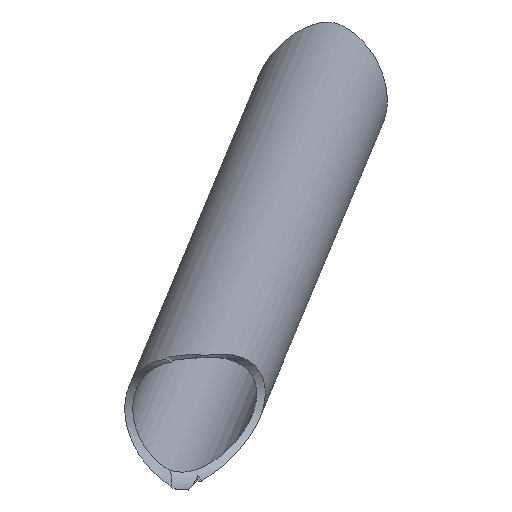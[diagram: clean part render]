
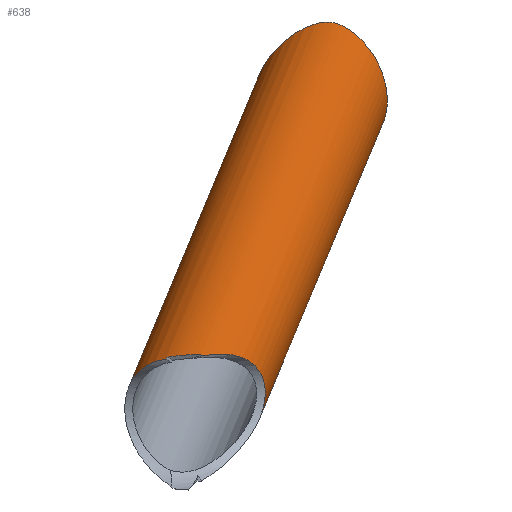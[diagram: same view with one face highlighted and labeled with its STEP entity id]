
A CAD part, top view. The second image highlights one B-rep face of the part: STEP entity #638.
In plain terms, the highlighted cylindrical face has radius 12.5 mm (diameter 25 mm), a partial arc.
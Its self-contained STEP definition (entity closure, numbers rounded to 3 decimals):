
#63=CARTESIAN_POINT('Vertex',(-357.636,-224.843,159.718)) ;
#67=CARTESIAN_POINT('Control Point',(-357.913,-225.168,160.645)) ;
#68=CARTESIAN_POINT('Control Point',(-357.857,-225.103,160.46)) ;
#69=CARTESIAN_POINT('Control Point',(-357.802,-225.038,160.275)) ;
#70=CARTESIAN_POINT('Control Point',(-357.747,-224.973,160.089)) ;
#71=CARTESIAN_POINT('Control Point',(-357.691,-224.908,159.904)) ;
#72=CARTESIAN_POINT('Control Point',(-357.636,-224.843,159.718)) ;
#73=CARTESIAN_POINT('Vertex',(-357.913,-225.168,160.645)) ;
#173=CARTESIAN_POINT('Vertex',(-340.27,-171.324,-51.174)) ;
#177=CARTESIAN_POINT('Control Point',(-316.904,-180.244,-53.5)) ;
#178=CARTESIAN_POINT('Control Point',(-316.59,-179.489,-52.885)) ;
#179=CARTESIAN_POINT('Control Point',(-316.345,-178.656,-52.332)) ;
#180=CARTESIAN_POINT('Control Point',(-316.181,-177.752,-51.858)) ;
#181=CARTESIAN_POINT('Control Point',(-316.05,-175.969,-51.156)) ;
#182=CARTESIAN_POINT('Control Point',(-316.241,-174.095,-50.81)) ;
#183=CARTESIAN_POINT('Control Point',(-316.398,-173.226,-50.731)) ;
#184=CARTESIAN_POINT('Control Point',(-316.989,-170.901,-50.719)) ;
#185=CARTESIAN_POINT('Control Point',(-317.973,-168.743,-51.212)) ;
#186=CARTESIAN_POINT('Control Point',(-318.711,-167.496,-51.686)) ;
#187=CARTESIAN_POINT('Control Point',(-320.133,-165.537,-52.716)) ;
#188=CARTESIAN_POINT('Control Point',(-321.764,-163.947,-54.016)) ;
#189=CARTESIAN_POINT('Control Point',(-322.491,-163.341,-54.598)) ;
#190=CARTESIAN_POINT('Control Point',(-323.525,-162.6,-55.441)) ;
#191=CARTESIAN_POINT('Control Point',(-324.676,-162.014,-56.244)) ;
#192=CARTESIAN_POINT('Control Point',(-324.998,-161.868,-56.455)) ;
#193=CARTESIAN_POINT('Control Point',(-325.576,-161.642,-56.799)) ;
#194=CARTESIAN_POINT('Control Point',(-326.209,-161.474,-57.069)) ;
#195=CARTESIAN_POINT('Control Point',(-326.486,-161.416,-57.165)) ;
#196=CARTESIAN_POINT('Control Point',(-326.987,-161.345,-57.28)) ;
#197=CARTESIAN_POINT('Control Point',(-327.504,-161.33,-57.297)) ;
#198=CARTESIAN_POINT('Control Point',(-327.723,-161.335,-57.286)) ;
#199=CARTESIAN_POINT('Control Point',(-328.262,-161.369,-57.215)) ;
#200=CARTESIAN_POINT('Control Point',(-328.78,-161.453,-57.062)) ;
#201=CARTESIAN_POINT('Control Point',(-329.08,-161.518,-56.95)) ;
#202=CARTESIAN_POINT('Control Point',(-329.85,-161.713,-56.623)) ;
#203=CARTESIAN_POINT('Control Point',(-330.573,-161.971,-56.236)) ;
#204=CARTESIAN_POINT('Control Point',(-331.012,-162.148,-55.988)) ;
#205=CARTESIAN_POINT('Control Point',(-331.785,-162.497,-55.535)) ;
#206=CARTESIAN_POINT('Control Point',(-332.533,-162.896,-55.08)) ;
#207=CARTESIAN_POINT('Control Point',(-332.861,-163.082,-54.88)) ;
#208=CARTESIAN_POINT('Control Point',(-333.765,-163.629,-54.326)) ;
#209=CARTESIAN_POINT('Control Point',(-334.637,-164.246,-53.795)) ;
#210=CARTESIAN_POINT('Control Point',(-335.184,-164.671,-53.469)) ;
#211=CARTESIAN_POINT('Control Point',(-336.731,-165.993,-52.571)) ;
#212=CARTESIAN_POINT('Control Point',(-338.137,-167.569,-51.847)) ;
#213=CARTESIAN_POINT('Control Point',(-338.982,-168.715,-51.472)) ;
#214=CARTESIAN_POINT('Control Point',(-339.711,-169.98,-51.234)) ;
#215=CARTESIAN_POINT('Control Point',(-340.27,-171.324,-51.174)) ;
#216=CARTESIAN_POINT('Vertex',(-316.904,-180.244,-53.5)) ;
#384=CARTESIAN_POINT('Control Point',(-357.913,-225.168,160.645)) ;
#385=CARTESIAN_POINT('Control Point',(-358.485,-225.25,160.163)) ;
#386=CARTESIAN_POINT('Control Point',(-359.026,-225.359,159.65)) ;
#387=CARTESIAN_POINT('Control Point',(-359.549,-225.502,159.125)) ;
#388=CARTESIAN_POINT('Control Point',(-360.524,-225.846,158.09)) ;
#389=CARTESIAN_POINT('Control Point',(-361.428,-226.328,157.045)) ;
#390=CARTESIAN_POINT('Control Point',(-361.848,-226.595,156.54)) ;
#391=CARTESIAN_POINT('Control Point',(-362.807,-227.317,155.345)) ;
#392=CARTESIAN_POINT('Control Point',(-363.644,-228.245,154.196)) ;
#393=CARTESIAN_POINT('Control Point',(-364.082,-228.857,153.553)) ;
#394=CARTESIAN_POINT('Control Point',(-364.462,-229.54,152.948)) ;
#395=CARTESIAN_POINT('Control Point',(-364.774,-230.291,152.394)) ;
#396=CARTESIAN_POINT('Vertex',(-364.774,-230.291,152.394)) ;
#564=CARTESIAN_POINT('Axis2P3D Location',(-340.804,-205.183,49.157)) ;
#569=CARTESIAN_POINT('Line Origine',(-329.261,-209.98,49.157)) ;
#573=CARTESIAN_POINT('Vertex',(-340.177,-236.249,139.844)) ;
#576=CARTESIAN_POINT('Line Origine',(-352.347,-200.386,49.157)) ;
#582=CARTESIAN_POINT('Control Point',(-357.636,-224.843,159.718)) ;
#583=CARTESIAN_POINT('Control Point',(-357.308,-224.786,159.929)) ;
#584=CARTESIAN_POINT('Control Point',(-356.964,-224.73,160.113)) ;
#585=CARTESIAN_POINT('Control Point',(-356.602,-224.677,160.263)) ;
#586=CARTESIAN_POINT('Control Point',(-355.87,-224.576,160.47)) ;
#587=CARTESIAN_POINT('Control Point',(-355.11,-224.491,160.522)) ;
#588=CARTESIAN_POINT('Control Point',(-354.74,-224.454,160.512)) ;
#589=CARTESIAN_POINT('Control Point',(-353.598,-224.358,160.394)) ;
#590=CARTESIAN_POINT('Control Point',(-352.487,-224.325,160.057)) ;
#591=CARTESIAN_POINT('Control Point',(-351.755,-224.339,159.778)) ;
#592=CARTESIAN_POINT('Control Point',(-351.038,-224.39,159.466)) ;
#593=CARTESIAN_POINT('Control Point',(-350.338,-224.481,159.132)) ;
#594=CARTESIAN_POINT('Vertex',(-350.338,-224.481,159.132)) ;
#598=CARTESIAN_POINT('Control Point',(-350.338,-224.481,159.132)) ;
#599=CARTESIAN_POINT('Control Point',(-350.102,-224.439,158.797)) ;
#600=CARTESIAN_POINT('Control Point',(-349.869,-224.401,158.459)) ;
#601=CARTESIAN_POINT('Control Point',(-349.636,-224.368,158.121)) ;
#602=CARTESIAN_POINT('Vertex',(-349.636,-224.368,158.121)) ;
#606=CARTESIAN_POINT('Control Point',(-349.636,-224.368,158.121)) ;
#607=CARTESIAN_POINT('Control Point',(-348.581,-224.218,156.582)) ;
#608=CARTESIAN_POINT('Control Point',(-347.55,-224.144,155.019)) ;
#609=CARTESIAN_POINT('Control Point',(-346.532,-224.159,153.446)) ;
#610=CARTESIAN_POINT('Control Point',(-344.739,-224.361,150.605)) ;
#611=CARTESIAN_POINT('Control Point',(-343.037,-224.971,147.768)) ;
#612=CARTESIAN_POINT('Control Point',(-342.313,-225.334,146.527)) ;
#613=CARTESIAN_POINT('Control Point',(-341.207,-226.096,144.568)) ;
#614=CARTESIAN_POINT('Control Point',(-340.27,-227.267,142.741)) ;
#615=CARTESIAN_POINT('Control Point',(-339.951,-227.768,142.089)) ;
#616=CARTESIAN_POINT('Control Point',(-339.531,-228.659,141.157)) ;
#617=CARTESIAN_POINT('Control Point',(-339.263,-229.743,140.405)) ;
#618=CARTESIAN_POINT('Control Point',(-339.191,-230.147,140.168)) ;
#619=CARTESIAN_POINT('Control Point',(-339.088,-231.083,139.72)) ;
#620=CARTESIAN_POINT('Control Point',(-339.115,-232.092,139.453)) ;
#621=CARTESIAN_POINT('Control Point',(-339.171,-232.654,139.367)) ;
#622=CARTESIAN_POINT('Control Point',(-339.348,-233.743,139.311)) ;
#623=CARTESIAN_POINT('Control Point',(-339.639,-234.799,139.444)) ;
#624=CARTESIAN_POINT('Control Point',(-339.802,-235.298,139.547)) ;
#625=CARTESIAN_POINT('Control Point',(-339.983,-235.781,139.682)) ;
#626=CARTESIAN_POINT('Control Point',(-340.177,-236.249,139.844)) ;
#565=DIRECTION('Axis2P3D Direction',(0.115,0.276,-0.954)) ;
#566=DIRECTION('Axis2P3D XDirection',(-0.923,0.384,0.)) ;
#570=DIRECTION('Vector Direction',(0.115,0.276,-0.954)) ;
#577=DIRECTION('Vector Direction',(0.115,0.276,-0.954)) ;
#567=AXIS2_PLACEMENT_3D('Cylinder Axis2P3D',#564,#565,#566) ;
#629=ORIENTED_EDGE('',*,*,#575,.T.) ;
#630=ORIENTED_EDGE('',*,*,#218,.T.) ;
#631=ORIENTED_EDGE('',*,*,#580,.F.) ;
#632=ORIENTED_EDGE('',*,*,#398,.F.) ;
#633=ORIENTED_EDGE('',*,*,#75,.T.) ;
#634=ORIENTED_EDGE('',*,*,#596,.T.) ;
#635=ORIENTED_EDGE('',*,*,#604,.T.) ;
#636=ORIENTED_EDGE('',*,*,#627,.T.) ;
#571=VECTOR('Line Direction',#570,1.) ;
#578=VECTOR('Line Direction',#577,1.) ;
#638=ADVANCED_FACE('PartBody',(#637),#568,.T.) ;
#66=B_SPLINE_CURVE_WITH_KNOTS('',5,(#67,#68,#69,#70,#71,#72),.UNSPECIFIED.,.F.,.U.,(6,6),(5.94,7.385),.UNSPECIFIED.) ;
#176=B_SPLINE_CURVE_WITH_KNOTS('',5,(#177,#178,#179,#180,#181,#182,#183,#184,#185,#186,#187,#188,#189,#190,#191,#192,#193,#194,#195,#196,#197,#198,#199,#200,#201,#202,#203,#204,#205,#206,#207,#208,#209,#210,#211,#212,#213,#214,#215),.UNSPECIFIED.,.F.,.U.,(6,3,3,3,3,3,3,3,3,3,3,3,6),(0.,7.231,13.449,24.103,31.937,34.846,36.934,38.485,40.774,44.549,47.571,52.978,63.279),.UNSPECIFIED.) ;
#383=B_SPLINE_CURVE_WITH_KNOTS('',5,(#384,#385,#386,#387,#388,#389,#390,#391,#392,#393,#394,#395),.UNSPECIFIED.,.F.,.U.,(6,3,3,6),(2.883,8.205,13.213,20.163),.UNSPECIFIED.) ;
#581=B_SPLINE_CURVE_WITH_KNOTS('',5,(#582,#583,#584,#585,#586,#587,#588,#589,#590,#591,#592,#593),.UNSPECIFIED.,.F.,.U.,(6,3,3,6),(0.,2.782,5.393,10.918),.UNSPECIFIED.) ;
#597=B_SPLINE_CURVE_WITH_KNOTS('',3,(#598,#599,#600,#601),.UNSPECIFIED.,.F.,.U.,(4,4),(4.102,5.849),.UNSPECIFIED.) ;
#605=B_SPLINE_CURVE_WITH_KNOTS('',5,(#606,#607,#608,#609,#610,#611,#612,#613,#614,#615,#616,#617,#618,#619,#620,#621,#622,#623,#624,#625,#626),.UNSPECIFIED.,.F.,.U.,(6,3,3,3,3,3,6),(0.,13.237,23.747,29.908,33.236,37.24,41.002),.UNSPECIFIED.) ;
#568=CYLINDRICAL_SURFACE('generated cylinder',#567,12.5) ;
#75=EDGE_CURVE('',#74,#64,#66,.T.) ;
#218=EDGE_CURVE('',#217,#174,#176,.T.) ;
#398=EDGE_CURVE('',#74,#397,#383,.T.) ;
#575=EDGE_CURVE('',#574,#217,#572,.T.) ;
#580=EDGE_CURVE('',#397,#174,#579,.T.) ;
#596=EDGE_CURVE('',#64,#595,#581,.T.) ;
#604=EDGE_CURVE('',#595,#603,#597,.T.) ;
#627=EDGE_CURVE('',#603,#574,#605,.T.) ;
#628=EDGE_LOOP('',(#629,#630,#631,#632,#633,#634,#635,#636)) ;
#637=FACE_OUTER_BOUND('',#628,.T.) ;
#572=LINE('Line',#569,#571) ;
#579=LINE('Line',#576,#578) ;
#64=VERTEX_POINT('',#63) ;
#74=VERTEX_POINT('',#73) ;
#174=VERTEX_POINT('',#173) ;
#217=VERTEX_POINT('',#216) ;
#397=VERTEX_POINT('',#396) ;
#574=VERTEX_POINT('',#573) ;
#595=VERTEX_POINT('',#594) ;
#603=VERTEX_POINT('',#602) ;
